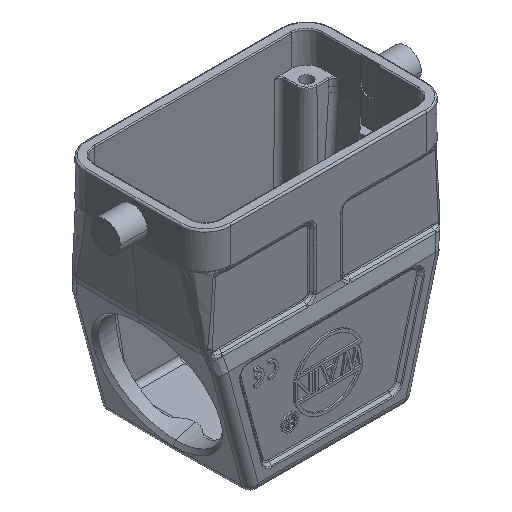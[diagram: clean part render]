
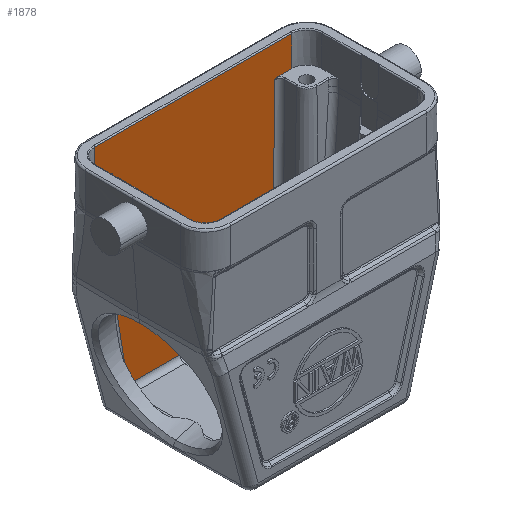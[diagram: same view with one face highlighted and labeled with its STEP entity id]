
A CAD part, isometric view. The second image highlights one B-rep face of the part: STEP entity #1878.
In plain terms, the highlighted planar face has unit normal (0, -1, 0.009).
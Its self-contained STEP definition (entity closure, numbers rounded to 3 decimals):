
#878=B_SPLINE_CURVE_WITH_KNOTS('',3,(#22282,#22283,#22284,#22285,#22286,
#22287),.UNSPECIFIED.,.F.,.F.,(4,2,4),(0.,0.5,1.),.UNSPECIFIED.);
#879=B_SPLINE_CURVE_WITH_KNOTS('',3,(#22294,#22295,#22296,#22297,#22298,
#22299,#22300),.UNSPECIFIED.,.F.,.F.,(4,1,1,1,4),(0.,0.25,0.5,0.75,1.),
 .UNSPECIFIED.);
#880=B_SPLINE_CURVE_WITH_KNOTS('',3,(#22308,#22309,#22310,#22311,#22312,
#22313),.UNSPECIFIED.,.F.,.F.,(4,2,4),(0.,0.5,1.),.UNSPECIFIED.);
#1317=CIRCLE('',#11806,18.501);
#1878=ADVANCED_FACE('',(#2834),#2297,.F.);
#2297=PLANE('',#11813);
#2834=FACE_OUTER_BOUND('',#3530,.T.);
#3530=EDGE_LOOP('',(#5898,#5899,#5900,#5901,#5902,#5903,#5904,#5905,#5906,
#5907,#5908,#5909,#5910,#5911,#5912,#5913));
#5898=ORIENTED_EDGE('',*,*,#9213,.T.);
#5899=ORIENTED_EDGE('',*,*,#9110,.T.);
#5900=ORIENTED_EDGE('',*,*,#9107,.T.);
#5901=ORIENTED_EDGE('',*,*,#9103,.F.);
#5902=ORIENTED_EDGE('',*,*,#9214,.F.);
#5903=ORIENTED_EDGE('',*,*,#9215,.F.);
#5904=ORIENTED_EDGE('',*,*,#9206,.F.);
#5905=ORIENTED_EDGE('',*,*,#9211,.F.);
#5906=ORIENTED_EDGE('',*,*,#9216,.T.);
#5907=ORIENTED_EDGE('',*,*,#9217,.F.);
#5908=ORIENTED_EDGE('',*,*,#9218,.F.);
#5909=ORIENTED_EDGE('',*,*,#9219,.T.);
#5910=ORIENTED_EDGE('',*,*,#9220,.F.);
#5911=ORIENTED_EDGE('',*,*,#9221,.F.);
#5912=ORIENTED_EDGE('',*,*,#9222,.F.);
#5913=ORIENTED_EDGE('',*,*,#9223,.F.);
#7728=VERTEX_POINT('',#21680);
#7729=VERTEX_POINT('',#21682);
#7732=VERTEX_POINT('',#21690);
#7733=VERTEX_POINT('',#21696);
#7795=VERTEX_POINT('',#22267);
#7796=VERTEX_POINT('',#22268);
#7798=VERTEX_POINT('',#22275);
#7799=VERTEX_POINT('',#22281);
#7800=VERTEX_POINT('',#22288);
#7801=VERTEX_POINT('',#22291);
#7802=VERTEX_POINT('',#22293);
#7803=VERTEX_POINT('',#22301);
#7804=VERTEX_POINT('',#22303);
#7805=VERTEX_POINT('',#22305);
#7806=VERTEX_POINT('',#22307);
#7807=VERTEX_POINT('',#22314);
#9103=EDGE_CURVE('',#7728,#7729,#10176,.T.);
#9107=EDGE_CURVE('',#7732,#7729,#10177,.T.);
#9110=EDGE_CURVE('',#7733,#7732,#10178,.T.);
#9206=EDGE_CURVE('',#7795,#7796,#1317,.T.);
#9211=EDGE_CURVE('',#7798,#7795,#10203,.T.);
#9213=EDGE_CURVE('',#7799,#7733,#10205,.T.);
#9214=EDGE_CURVE('',#7800,#7728,#878,.T.);
#9215=EDGE_CURVE('',#7796,#7800,#10206,.T.);
#9216=EDGE_CURVE('',#7798,#7801,#10207,.T.);
#9217=EDGE_CURVE('',#7802,#7801,#10208,.T.);
#9218=EDGE_CURVE('',#7803,#7802,#879,.T.);
#9219=EDGE_CURVE('',#7803,#7804,#10209,.T.);
#9220=EDGE_CURVE('',#7805,#7804,#10210,.T.);
#9221=EDGE_CURVE('',#7806,#7805,#10211,.T.);
#9222=EDGE_CURVE('',#7807,#7806,#880,.T.);
#9223=EDGE_CURVE('',#7799,#7807,#10212,.T.);
#10176=LINE('',#21681,#10933);
#10177=LINE('',#21689,#10934);
#10178=LINE('',#21695,#10935);
#10203=LINE('',#22276,#10960);
#10205=LINE('',#22280,#10962);
#10206=LINE('',#22289,#10963);
#10207=LINE('',#22290,#10964);
#10208=LINE('',#22292,#10965);
#10209=LINE('',#22302,#10966);
#10210=LINE('',#22304,#10967);
#10211=LINE('',#22306,#10968);
#10212=LINE('',#22315,#10969);
#10933=VECTOR('',#13509,1.);
#10934=VECTOR('',#13518,1.);
#10935=VECTOR('',#13527,1.);
#10960=VECTOR('',#13658,1.);
#10962=VECTOR('',#13664,1.);
#10963=VECTOR('',#13665,1.);
#10964=VECTOR('',#13666,1.);
#10965=VECTOR('',#13667,1.);
#10966=VECTOR('',#13668,1.);
#10967=VECTOR('',#13669,1.);
#10968=VECTOR('',#13670,1.);
#10969=VECTOR('',#13671,1.);
#11806=AXIS2_PLACEMENT_3D('',#22266,#13647,#13648);
#11813=AXIS2_PLACEMENT_3D('',#22316,#13672,#13673);
#13509=DIRECTION('',(-1.,0.,0.));
#13518=DIRECTION('',(0.,-0.009,-1.));
#13527=DIRECTION('',(-1.,0.,0.));
#13647=DIRECTION('',(0.,1.,-0.009));
#13648=DIRECTION('',(-0.988,-0.001,-0.153));
#13658=DIRECTION('',(-0.153,0.009,0.988));
#13664=DIRECTION('',(0.,0.009,1.));
#13665=DIRECTION('',(-0.017,0.009,1.));
#13666=DIRECTION('',(1.,0.,0.));
#13667=DIRECTION('',(-0.591,-0.007,-0.807));
#13668=DIRECTION('',(1.,0.,0.));
#13669=DIRECTION('',(-0.259,-0.008,-0.966));
#13670=DIRECTION('',(-0.017,-0.009,-1.));
#13671=DIRECTION('',(-1.,0.,0.));
#13672=DIRECTION('',(0.,1.,-0.009));
#13673=DIRECTION('',(-1.,0.,0.));
#21680=CARTESIAN_POINT('',(-24.984,18.52,-9.2));
#21681=CARTESIAN_POINT('',(-24.984,18.52,-9.2));
#21682=CARTESIAN_POINT('',(-29.1,18.52,-9.2));
#21689=CARTESIAN_POINT('',(-29.1,18.597,-0.297));
#21690=CARTESIAN_POINT('',(-29.1,18.597,-0.297));
#21695=CARTESIAN_POINT('',(29.1,18.597,-0.297));
#21696=CARTESIAN_POINT('',(29.1,18.597,-0.297));
#22266=CARTESIAN_POINT('',(-4.94,18.243,-40.949));
#22267=CARTESIAN_POINT('',(-23.224,18.218,-43.772));
#22268=CARTESIAN_POINT('',(-23.438,18.24,-41.271));
#22275=CARTESIAN_POINT('',(-19.867,18.028,-65.513));
#22276=CARTESIAN_POINT('',(-19.867,18.028,-65.513));
#22280=CARTESIAN_POINT('',(29.1,18.52,-9.2));
#22281=CARTESIAN_POINT('',(29.1,18.52,-9.2));
#22282=CARTESIAN_POINT('',(-23.993,18.517,-9.497));
#22283=CARTESIAN_POINT('',(-24.22,18.518,-9.396));
#22284=CARTESIAN_POINT('',(-24.342,18.518,-9.342));
#22285=CARTESIAN_POINT('',(-24.687,18.519,-9.23));
#22286=CARTESIAN_POINT('',(-24.847,18.52,-9.2));
#22287=CARTESIAN_POINT('',(-24.984,18.52,-9.2));
#22288=CARTESIAN_POINT('',(-23.993,18.517,-9.497));
#22289=CARTESIAN_POINT('',(-23.438,18.24,-41.271));
#22290=CARTESIAN_POINT('',(-19.867,18.028,-65.513));
#22291=CARTESIAN_POINT('',(-4.48,18.028,-65.513));
#22292=CARTESIAN_POINT('',(-3.913,18.035,-64.74));
#22293=CARTESIAN_POINT('',(-3.913,18.035,-64.74));
#22294=CARTESIAN_POINT('',(-1.493,18.046,-63.513));
#22295=CARTESIAN_POINT('',(-1.732,18.046,-63.513));
#22296=CARTESIAN_POINT('',(-2.195,18.045,-63.568));
#22297=CARTESIAN_POINT('',(-2.862,18.043,-63.812));
#22298=CARTESIAN_POINT('',(-3.453,18.04,-64.206));
#22299=CARTESIAN_POINT('',(-3.772,18.037,-64.547));
#22300=CARTESIAN_POINT('',(-3.913,18.035,-64.74));
#22301=CARTESIAN_POINT('',(-1.493,18.046,-63.513));
#22302=CARTESIAN_POINT('',(-1.493,18.046,-63.513));
#22303=CARTESIAN_POINT('',(21.573,18.046,-63.513));
#22304=CARTESIAN_POINT('',(23.153,18.097,-57.617));
#22305=CARTESIAN_POINT('',(23.153,18.097,-57.617));
#22306=CARTESIAN_POINT('',(23.993,18.517,-9.497));
#22307=CARTESIAN_POINT('',(23.993,18.517,-9.497));
#22308=CARTESIAN_POINT('',(24.984,18.52,-9.2));
#22309=CARTESIAN_POINT('',(24.848,18.52,-9.2));
#22310=CARTESIAN_POINT('',(24.635,18.519,-9.247));
#22311=CARTESIAN_POINT('',(24.395,18.519,-9.325));
#22312=CARTESIAN_POINT('',(24.221,18.518,-9.396));
#22313=CARTESIAN_POINT('',(23.993,18.517,-9.497));
#22314=CARTESIAN_POINT('',(24.984,18.52,-9.2));
#22315=CARTESIAN_POINT('',(29.1,18.52,-9.2));
#22316=CARTESIAN_POINT('',(-30.455,18.6,0.));
